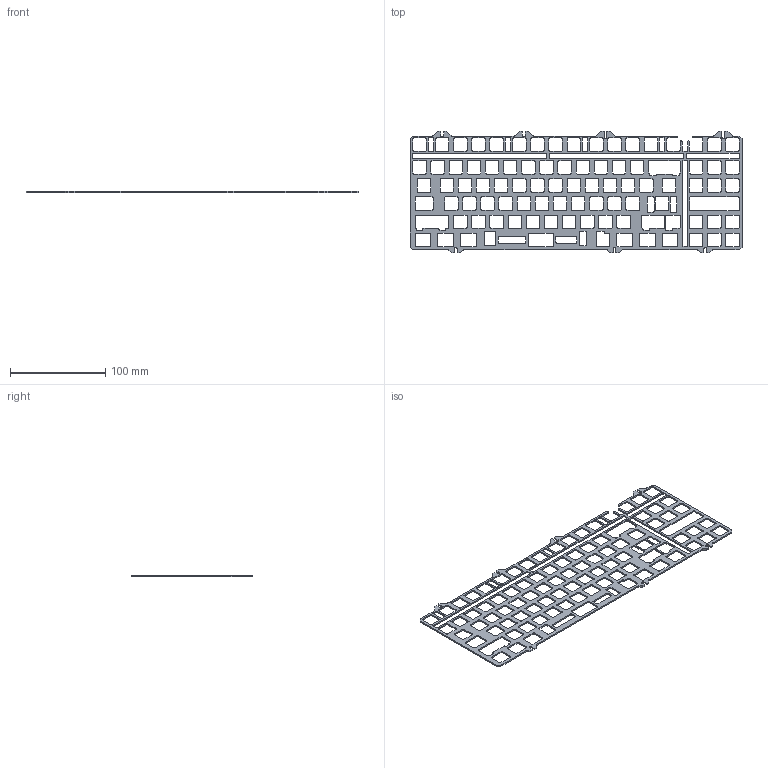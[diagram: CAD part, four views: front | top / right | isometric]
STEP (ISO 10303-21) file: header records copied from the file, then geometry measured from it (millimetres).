
FILE_DESCRIPTION(/* description */ (''),/* implementation_level */ '2;1');
FILE_NAME(/* name */ 'F13 PLATE.step',/* time_stamp */ '2021-11-21T13:28:17-05:00',/* author */ (''),/* organization */ (''),/* preprocessor_version */ 'ST-DEVELOPER v18.1',/* originating_system */ 'Autodesk Translation Framework v10.10.0.1391',/* authorisation */ '');
FILE_SCHEMA (('AUTOMOTIVE_DESIGN { 1 0 10303 214 3 1 1 }'));
Length unit declared in the file: millimetre
Products named in the file (1): F13 Plate
Bounding box: 348.66 x 127.96 x 1.5 mm (x, y, z)
Volume: 27151.6 mm3; surface area: 47717 mm2
Topology: 1 solids, 1 shells, 1012 faces, 3030 edges, 2020 vertices
Faces by surface type: plane 519, cylinder 493
Entity records: 34796 total; most frequent: CARTESIAN_POINT 6063, ORIENTED_EDGE 6060, DIRECTION 6042, EDGE_CURVE 3030, LINE 2044, VECTOR 2044, VERTEX_POINT 2020, AXIS2_PLACEMENT_3D 1999
